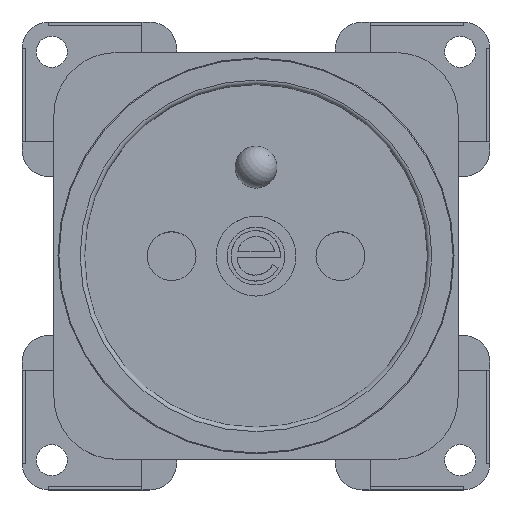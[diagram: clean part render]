
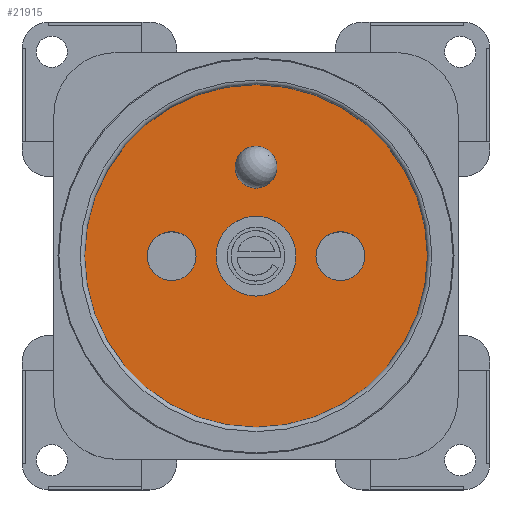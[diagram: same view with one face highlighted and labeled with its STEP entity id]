
A CAD part, top view. The second image highlights one B-rep face of the part: STEP entity #21915.
In plain terms, the highlighted planar face has unit normal (0, 0, 1).
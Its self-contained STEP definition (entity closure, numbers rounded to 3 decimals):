
#143=FACE_BOUND('',#2940,.T.);
#144=FACE_BOUND('',#2941,.T.);
#145=FACE_BOUND('',#2942,.T.);
#146=FACE_BOUND('',#2943,.T.);
#1371=CIRCLE('',#23107,2.75);
#1373=CIRCLE('',#23111,2.75);
#1383=CIRCLE('',#23135,4.5);
#1384=CIRCLE('',#23136,4.5);
#1389=CIRCLE('',#23143,2.35);
#1390=CIRCLE('',#23144,2.35);
#1393=CIRCLE('',#23149,19.3);
#1751=FACE_OUTER_BOUND('',#2939,.T.);
#2939=EDGE_LOOP('',(#13968));
#2940=EDGE_LOOP('',(#13969));
#2941=EDGE_LOOP('',(#13970));
#2942=EDGE_LOOP('',(#13971,#13972));
#2943=EDGE_LOOP('',(#13973,#13974));
#8539=VERTEX_POINT('',#28904);
#8541=VERTEX_POINT('',#28911);
#8591=VERTEX_POINT('',#29624);
#8592=VERTEX_POINT('',#29625);
#8598=VERTEX_POINT('',#29640);
#8599=VERTEX_POINT('',#29642);
#8601=VERTEX_POINT('',#29650);
#10649=EDGE_CURVE('',#8539,#8539,#1371,.T.);
#10652=EDGE_CURVE('',#8541,#8541,#1373,.T.);
#10727=EDGE_CURVE('',#8591,#8592,#1383,.T.);
#10728=EDGE_CURVE('',#8592,#8591,#1384,.T.);
#10735=EDGE_CURVE('',#8598,#8599,#1389,.T.);
#10736=EDGE_CURVE('',#8599,#8598,#1390,.T.);
#10739=EDGE_CURVE('',#8601,#8601,#1393,.T.);
#13968=ORIENTED_EDGE('',*,*,#10739,.T.);
#13969=ORIENTED_EDGE('',*,*,#10649,.T.);
#13970=ORIENTED_EDGE('',*,*,#10652,.T.);
#13971=ORIENTED_EDGE('',*,*,#10736,.F.);
#13972=ORIENTED_EDGE('',*,*,#10735,.F.);
#13973=ORIENTED_EDGE('',*,*,#10727,.T.);
#13974=ORIENTED_EDGE('',*,*,#10728,.T.);
#20102=PLANE('',#23148);
#21915=ADVANCED_FACE('',(#1751,#143,#144,#145,#146),#20102,.T.);
#23107=AXIS2_PLACEMENT_3D('',#28905,#24345,#24346);
#23111=AXIS2_PLACEMENT_3D('',#28912,#24354,#24355);
#23135=AXIS2_PLACEMENT_3D('',#29626,#24445,#24446);
#23136=AXIS2_PLACEMENT_3D('',#29627,#24447,#24448);
#23143=AXIS2_PLACEMENT_3D('',#29643,#24463,#24464);
#23144=AXIS2_PLACEMENT_3D('',#29644,#24465,#24466);
#23148=AXIS2_PLACEMENT_3D('',#29649,#24473,#24474);
#23149=AXIS2_PLACEMENT_3D('',#29651,#24475,#24476);
#24345=DIRECTION('center_axis',(0.,0.,-1.));
#24346=DIRECTION('ref_axis',(-1.,0.,0.));
#24354=DIRECTION('center_axis',(0.,0.,-1.));
#24355=DIRECTION('ref_axis',(-1.,0.,0.));
#24445=DIRECTION('center_axis',(0.,0.,-1.));
#24446=DIRECTION('ref_axis',(-1.,0.,0.));
#24447=DIRECTION('center_axis',(0.,0.,-1.));
#24448=DIRECTION('ref_axis',(-1.,0.,0.));
#24463=DIRECTION('center_axis',(0.,0.,1.));
#24464=DIRECTION('ref_axis',(1.,0.,0.));
#24465=DIRECTION('center_axis',(0.,0.,1.));
#24466=DIRECTION('ref_axis',(1.,0.,0.));
#24473=DIRECTION('center_axis',(0.,0.,1.));
#24474=DIRECTION('ref_axis',(1.,0.,0.));
#24475=DIRECTION('center_axis',(0.,0.,1.));
#24476=DIRECTION('ref_axis',(1.,0.,0.));
#28904=CARTESIAN_POINT('',(12.25,0.,-7.8));
#28905=CARTESIAN_POINT('Origin',(9.5,0.,-7.8));
#28911=CARTESIAN_POINT('',(-6.75,0.,-7.8));
#28912=CARTESIAN_POINT('Origin',(-9.5,0.,-7.8));
#29624=CARTESIAN_POINT('',(4.5,0.,-7.8));
#29625=CARTESIAN_POINT('',(-4.5,0.,-7.8));
#29626=CARTESIAN_POINT('Origin',(0.,0.,-7.8));
#29627=CARTESIAN_POINT('Origin',(0.,0.,-7.8));
#29640=CARTESIAN_POINT('',(2.35,10.,-7.8));
#29642=CARTESIAN_POINT('',(-2.35,10.,-7.8));
#29643=CARTESIAN_POINT('Origin',(0.,10.,-7.8));
#29644=CARTESIAN_POINT('Origin',(0.,10.,-7.8));
#29649=CARTESIAN_POINT('Origin',(0.,-19.532,-7.8));
#29650=CARTESIAN_POINT('',(19.3,0.,-7.8));
#29651=CARTESIAN_POINT('Origin',(0.,0.,-7.8));
